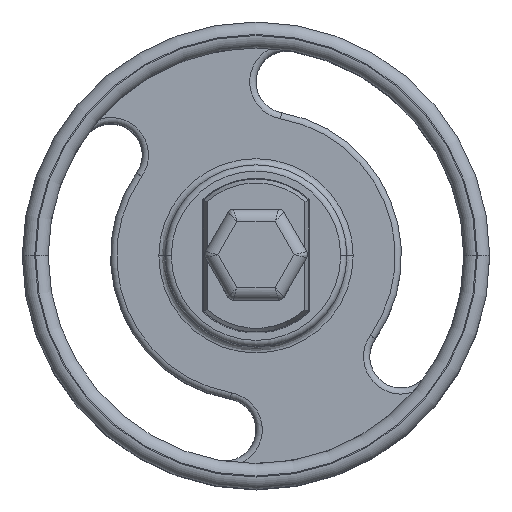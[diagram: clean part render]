
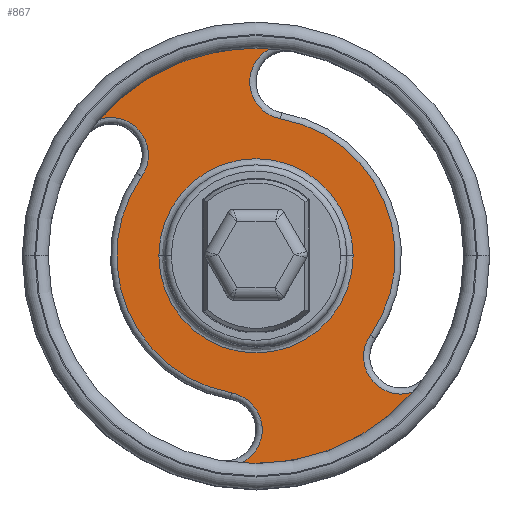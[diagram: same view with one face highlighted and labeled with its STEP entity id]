
A CAD part, top view. The second image highlights one B-rep face of the part: STEP entity #867.
In plain terms, the highlighted planar face has unit normal (0, 0, 1).
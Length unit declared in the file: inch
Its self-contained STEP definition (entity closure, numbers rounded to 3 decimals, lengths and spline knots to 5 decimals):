
#371=CARTESIAN_POINT('',(0.75446,-0.65635,0.625));
#372=VERTEX_POINT('',#371);
#406=CARTESIAN_POINT('',(-0.06937,-0.99759,0.625));
#407=VERTEX_POINT('',#406);
#408=CARTESIAN_POINT('',(0.0,0.0,0.625));
#409=DIRECTION('',(0.0,0.0,1.0));
#410=DIRECTION('',(1.0,0.0,0.0));
#411=AXIS2_PLACEMENT_3D('',#408,#409,#410);
#412=CIRCLE('',#411,1.0);
#413=EDGE_CURVE('',#407,#372,#412,.T.);
#655=CARTESIAN_POINT('',(-0.4675,0.0,0.625));
#656=VERTEX_POINT('',#655);
#672=CARTESIAN_POINT('',(0.4675,0.,0.625));
#673=VERTEX_POINT('',#672);
#681=CARTESIAN_POINT('',(0.,0.4675,0.625));
#682=VERTEX_POINT('',#681);
#683=CARTESIAN_POINT('',(0.0,0.0,0.625));
#684=DIRECTION('',(0.0,0.0,1.0));
#685=DIRECTION('',(0.0,-1.0,0.0));
#686=AXIS2_PLACEMENT_3D('',#683,#684,#685);
#687=CIRCLE('',#686,0.4675);
#688=EDGE_CURVE('',#673,#682,#687,.T.);
#690=CARTESIAN_POINT('',(0.0,0.0,0.625));
#691=DIRECTION('',(0.0,0.0,1.0));
#692=DIRECTION('',(0.0,-1.0,0.0));
#693=AXIS2_PLACEMENT_3D('',#690,#691,#692);
#694=CIRCLE('',#693,0.4675);
#695=EDGE_CURVE('',#682,#656,#694,.T.);
#754=CARTESIAN_POINT('',(0.0,0.0,0.625));
#755=DIRECTION('',(0.0,0.0,1.0));
#756=DIRECTION('',(0.0,-1.0,0.0));
#757=AXIS2_PLACEMENT_3D('',#754,#755,#756);
#758=CIRCLE('',#757,0.4675);
#759=EDGE_CURVE('',#656,#673,#758,.T.);
#793=CARTESIAN_POINT('',(0.07968,0.,0.625));
#794=DIRECTION('',(0.0,0.0,1.0));
#795=DIRECTION('',(1.0,0.0,0.0));
#796=AXIS2_PLACEMENT_3D('',#793,#794,#795);
#797=PLANE('',#796);
#798=CARTESIAN_POINT('',(-0.11824,-0.65948,0.625));
#799=VERTEX_POINT('',#798);
#800=CARTESIAN_POINT('',(-0.15,-0.83666,0.625));
#801=DIRECTION('',(0.0,0.0,1.));
#802=DIRECTION('',(0.984,-0.176,0.0));
#803=AXIS2_PLACEMENT_3D('',#800,#801,#802);
#804=CIRCLE('',#803,0.18);
#805=EDGE_CURVE('',#407,#799,#804,.T.);
#806=ORIENTED_EDGE('',*,*,#805,.F.);
#807=ORIENTED_EDGE('',*,*,#413,.T.);
#808=CARTESIAN_POINT('',(0.54993,-0.38272,0.625));
#809=VERTEX_POINT('',#808);
#810=CARTESIAN_POINT('',(0.69767,-0.48554,0.625));
#811=DIRECTION('',(0.0,0.0,1.0));
#812=DIRECTION('',(-0.571,-0.821,0.0));
#813=AXIS2_PLACEMENT_3D('',#810,#811,#812);
#814=CIRCLE('',#813,0.18);
#815=EDGE_CURVE('',#809,#372,#814,.T.);
#816=ORIENTED_EDGE('',*,*,#815,.F.);
#817=CARTESIAN_POINT('',(0.11824,0.65948,0.625));
#818=VERTEX_POINT('',#817);
#819=CARTESIAN_POINT('',(0.0,0.0,0.625));
#820=DIRECTION('',(0.0,0.0,-1.));
#821=DIRECTION('',(0.924,0.383,0.0));
#822=AXIS2_PLACEMENT_3D('',#819,#820,#821);
#823=CIRCLE('',#822,0.67);
#824=EDGE_CURVE('',#818,#809,#823,.T.);
#825=ORIENTED_EDGE('',*,*,#824,.F.);
#826=CARTESIAN_POINT('',(0.06937,0.99759,0.625));
#827=VERTEX_POINT('',#826);
#828=CARTESIAN_POINT('',(0.15,0.83666,0.625));
#829=DIRECTION('',(0.0,0.0,1.));
#830=DIRECTION('',(-0.984,0.176,0.0));
#831=AXIS2_PLACEMENT_3D('',#828,#829,#830);
#832=CIRCLE('',#831,0.18);
#833=EDGE_CURVE('',#827,#818,#832,.T.);
#834=ORIENTED_EDGE('',*,*,#833,.F.);
#835=CARTESIAN_POINT('',(-0.75446,0.65635,0.625));
#836=VERTEX_POINT('',#835);
#837=CARTESIAN_POINT('',(0.0,0.0,0.625));
#838=DIRECTION('',(0.0,0.0,1.0));
#839=DIRECTION('',(1.0,0.0,0.0));
#840=AXIS2_PLACEMENT_3D('',#837,#838,#839);
#841=CIRCLE('',#840,1.0);
#842=EDGE_CURVE('',#827,#836,#841,.T.);
#843=ORIENTED_EDGE('',*,*,#842,.T.);
#844=CARTESIAN_POINT('',(-0.54993,0.38272,0.625));
#845=VERTEX_POINT('',#844);
#846=CARTESIAN_POINT('',(-0.69767,0.48554,0.625));
#847=DIRECTION('',(0.0,0.0,1.0));
#848=DIRECTION('',(0.571,0.821,0.0));
#849=AXIS2_PLACEMENT_3D('',#846,#847,#848);
#850=CIRCLE('',#849,0.18);
#851=EDGE_CURVE('',#845,#836,#850,.T.);
#852=ORIENTED_EDGE('',*,*,#851,.F.);
#853=CARTESIAN_POINT('',(0.0,0.0,0.625));
#854=DIRECTION('',(0.0,0.0,-1.));
#855=DIRECTION('',(-0.924,-0.383,0.0));
#856=AXIS2_PLACEMENT_3D('',#853,#854,#855);
#857=CIRCLE('',#856,0.67);
#858=EDGE_CURVE('',#799,#845,#857,.T.);
#859=ORIENTED_EDGE('',*,*,#858,.F.);
#860=EDGE_LOOP('',(#806,#807,#816,#825,#834,#843,#852,#859));
#861=FACE_OUTER_BOUND('',#860,.T.);
#862=ORIENTED_EDGE('',*,*,#695,.F.);
#863=ORIENTED_EDGE('',*,*,#688,.F.);
#864=ORIENTED_EDGE('',*,*,#759,.F.);
#865=EDGE_LOOP('',(#862,#863,#864));
#866=FACE_BOUND('',#865,.T.);
#867=ADVANCED_FACE('',(#861,#866),#797,.T.);
